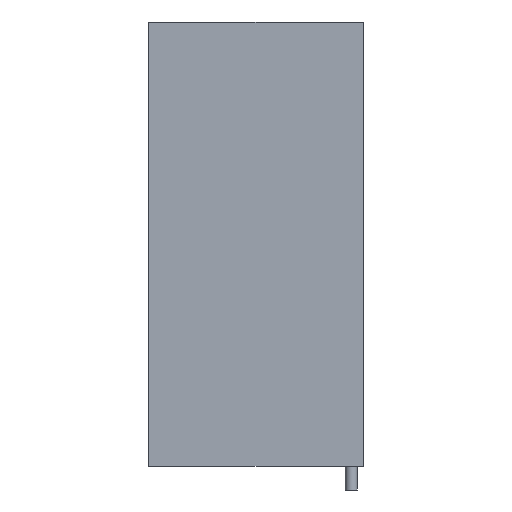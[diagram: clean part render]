
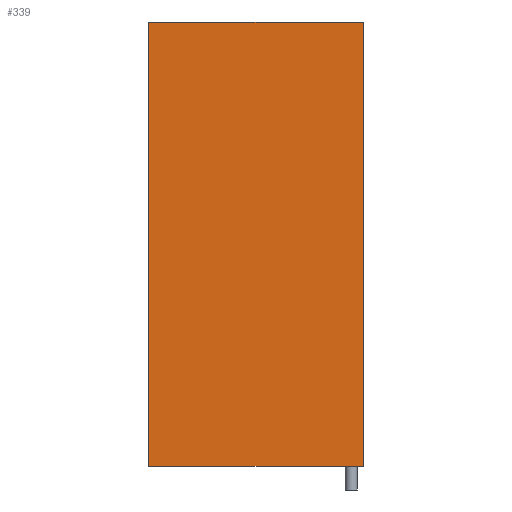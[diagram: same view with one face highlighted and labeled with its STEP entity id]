
A CAD part, front view. The second image highlights one B-rep face of the part: STEP entity #339.
In plain terms, the highlighted planar face has unit normal (0, -1, 0).
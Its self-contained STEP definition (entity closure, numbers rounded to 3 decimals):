
#26 = ORIENTED_EDGE ( 'NONE', *, *, #1322, .T. ) ;
#55 = CARTESIAN_POINT ( 'NONE',  ( 0., 0., 280. ) ) ;
#70 = VECTOR ( 'NONE', #2234, 1000. ) ;
#219 = ORIENTED_EDGE ( 'NONE', *, *, #1890, .F. ) ;
#221 = ORIENTED_EDGE ( 'NONE', *, *, #644, .T. ) ;
#339 = ADVANCED_FACE ( 'NONE', ( #1049 ), #1063, .F. ) ;
#452 = CARTESIAN_POINT ( 'NONE',  ( 135., 0., 280. ) ) ;
#497 = LINE ( 'NONE', #1652, #1400 ) ;
#561 = VERTEX_POINT ( 'NONE', #2023 ) ;
#644 = EDGE_CURVE ( 'NONE', #1399, #1134, #497, .T. ) ;
#650 = EDGE_LOOP ( 'NONE', ( #26, #2280, #219, #221 ) ) ;
#924 = DIRECTION ( 'NONE',  ( 0., 0., -1. ) ) ;
#1049 = FACE_OUTER_BOUND ( 'NONE', #650, .T. ) ;
#1063 = PLANE ( 'NONE',  #2332 ) ;
#1134 = VERTEX_POINT ( 'NONE', #2334 ) ;
#1291 = CARTESIAN_POINT ( 'NONE',  ( 0., 0., 280. ) ) ;
#1315 = CARTESIAN_POINT ( 'NONE',  ( 0., 0., 0. ) ) ;
#1322 = EDGE_CURVE ( 'NONE', #1134, #2006, #1888, .T. ) ;
#1399 = VERTEX_POINT ( 'NONE', #55 ) ;
#1400 = VECTOR ( 'NONE', #924, 1000. ) ;
#1603 = DIRECTION ( 'NONE',  ( 0., 0., -1. ) ) ;
#1652 = CARTESIAN_POINT ( 'NONE',  ( 0., 0., 280. ) ) ;
#1873 = DIRECTION ( 'NONE',  ( 1., 0., 0. ) ) ;
#1888 = LINE ( 'NONE', #1315, #70 ) ;
#1890 = EDGE_CURVE ( 'NONE', #1399, #561, #2058, .T. ) ;
#1915 = VECTOR ( 'NONE', #1873, 1000. ) ;
#1967 = DIRECTION ( 'NONE',  ( 0., 0., 1. ) ) ;
#2006 = VERTEX_POINT ( 'NONE', #2278 ) ;
#2023 = CARTESIAN_POINT ( 'NONE',  ( 135., 0., 280. ) ) ;
#2058 = LINE ( 'NONE', #1291, #1915 ) ;
#2082 = VECTOR ( 'NONE', #1603, 1000. ) ;
#2234 = DIRECTION ( 'NONE',  ( 1., 0., 0. ) ) ;
#2278 = CARTESIAN_POINT ( 'NONE',  ( 135., 0., 0. ) ) ;
#2280 = ORIENTED_EDGE ( 'NONE', *, *, #2335, .F. ) ;
#2325 = LINE ( 'NONE', #452, #2082 ) ;
#2332 = AXIS2_PLACEMENT_3D ( 'NONE', #2364, #2378, #1967 ) ;
#2334 = CARTESIAN_POINT ( 'NONE',  ( 0., 0., 0. ) ) ;
#2335 = EDGE_CURVE ( 'NONE', #561, #2006, #2325, .T. ) ;
#2364 = CARTESIAN_POINT ( 'NONE',  ( 0., 0., 280. ) ) ;
#2378 = DIRECTION ( 'NONE',  ( 0., 1., 0. ) ) ;
